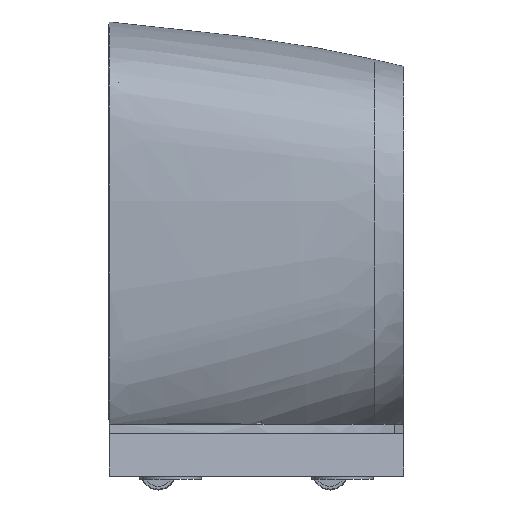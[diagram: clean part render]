
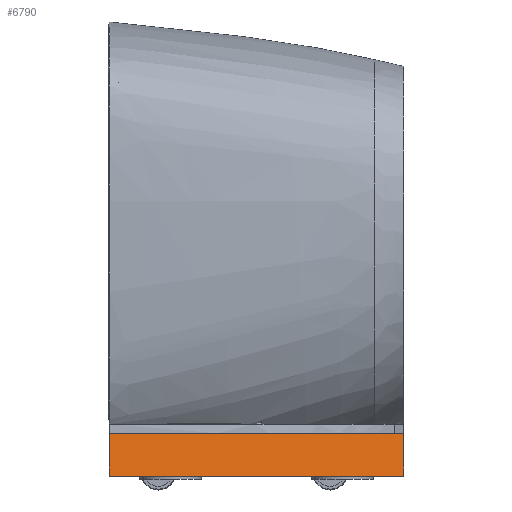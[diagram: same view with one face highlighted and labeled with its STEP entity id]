
A CAD part, left-side view. The second image highlights one B-rep face of the part: STEP entity #6790.
In plain terms, the highlighted planar face has unit normal (-0.921, -0.389, 0).
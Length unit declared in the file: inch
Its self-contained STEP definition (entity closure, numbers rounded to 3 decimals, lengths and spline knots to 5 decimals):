
#962=FACE_OUTER_BOUND('',#1376,.T.);
#1376=EDGE_LOOP('',(#6000,#6001,#6002,#6003));
#1998=LINE('',#18989,#2653);
#1999=LINE('',#18992,#2654);
#2000=LINE('',#18994,#2655);
#2001=LINE('',#18995,#2656);
#2653=VECTOR('',#8744,0.3937);
#2654=VECTOR('',#8747,0.3937);
#2655=VECTOR('',#8748,0.3937);
#2656=VECTOR('',#8749,0.3937);
#3282=VERTEX_POINT('',#18983);
#3284=VERTEX_POINT('',#18987);
#3285=VERTEX_POINT('',#18991);
#3286=VERTEX_POINT('',#18993);
#4199=EDGE_CURVE('',#3282,#3284,#1998,.T.);
#4200=EDGE_CURVE('',#3282,#3285,#1999,.T.);
#4201=EDGE_CURVE('',#3286,#3284,#2000,.T.);
#4202=EDGE_CURVE('',#3285,#3286,#2001,.T.);
#6000=ORIENTED_EDGE('',*,*,#4200,.F.);
#6001=ORIENTED_EDGE('',*,*,#4199,.T.);
#6002=ORIENTED_EDGE('',*,*,#4201,.F.);
#6003=ORIENTED_EDGE('',*,*,#4202,.F.);
#6402=PLANE('',#7337);
#6790=ADVANCED_FACE('',(#962),#6402,.T.);
#7337=AXIS2_PLACEMENT_3D('',#18990,#8745,#8746);
#8744=DIRECTION('',(0.,0.,-1.));
#8745=DIRECTION('center_axis',(-0.921,-0.389,0.));
#8746=DIRECTION('ref_axis',(-0.389,0.921,0.));
#8747=DIRECTION('',(0.389,-0.921,0.));
#8748=DIRECTION('',(-0.389,0.921,0.));
#8749=DIRECTION('',(0.,0.,-1.));
#18983=CARTESIAN_POINT('',(-19.05321,0.,-18.9));
#18987=CARTESIAN_POINT('',(-19.05321,0.,-22.4));
#18989=CARTESIAN_POINT('',(-19.05321,0.,-18.9));
#18990=CARTESIAN_POINT('Origin',(-8.90717,-24.,-18.9));
#18991=CARTESIAN_POINT('',(-8.90717,-24.,-18.9));
#18992=CARTESIAN_POINT('',(-19.05321,0.,-18.9));
#18993=CARTESIAN_POINT('',(-8.90717,-24.,-22.4));
#18994=CARTESIAN_POINT('',(-19.05321,0.,-22.4));
#18995=CARTESIAN_POINT('',(-8.90717,-24.,-18.9));
